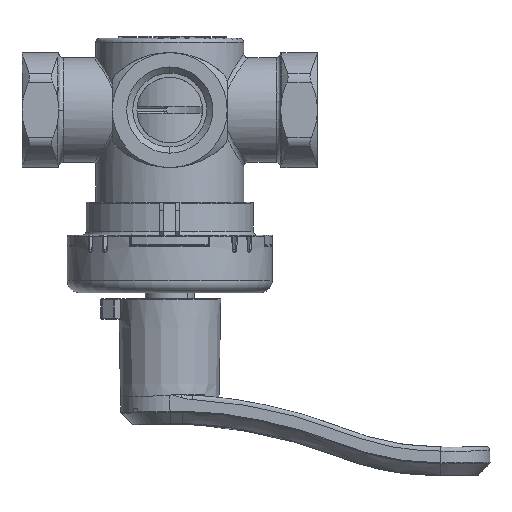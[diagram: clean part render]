
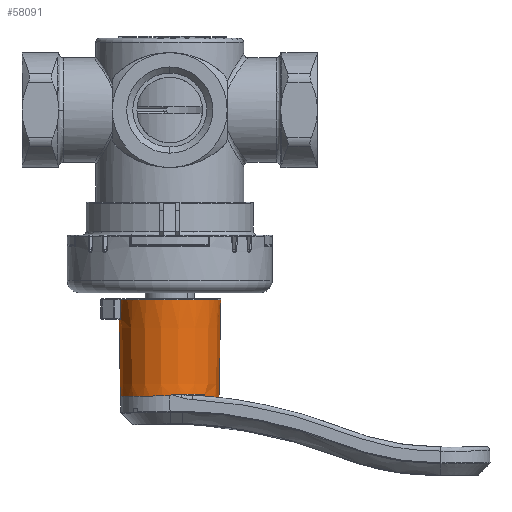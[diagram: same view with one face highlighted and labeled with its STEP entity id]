
A CAD part, front view. The second image highlights one B-rep face of the part: STEP entity #58091.
In plain terms, the highlighted conical face has half-angle 1.044 degrees and reference radius 12.176 mm.
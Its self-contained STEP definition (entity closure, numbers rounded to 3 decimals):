
#50192=CARTESIAN_POINT('',(7.439,-0.759,
-11.999));
#50194=CARTESIAN_POINT('',(9.922,-0.805,
-11.647));
#50235=CARTESIAN_POINT('',(7.402,-0.732,
-12.));
#50236=CARTESIAN_POINT('',(7.405,-0.738,
-12.));
#50237=CARTESIAN_POINT('',(7.411,-0.747,
-12.));
#50238=CARTESIAN_POINT('',(7.428,-0.756,
-12.));
#50239=CARTESIAN_POINT('',(7.43,-0.758,
-11.999));
#50240=CARTESIAN_POINT('',(7.435,-0.759,
-11.999));
#50242=CARTESIAN_POINT('',(-5.023,-19.001,
-2.778));
#50243=CARTESIAN_POINT('',(-5.016,-19.001,
-2.806));
#50244=CARTESIAN_POINT('',(-5.004,-19.013,
-2.86));
#50245=CARTESIAN_POINT('',(-4.988,-19.061,
-2.928));
#50246=CARTESIAN_POINT('',(-4.982,-19.108,
-2.957));
#50247=CARTESIAN_POINT('',(-4.98,-19.133,
-2.966));
#50249=DIRECTION('',(-0.018,1.,0.));
#50250=VECTOR('',#50249,27.548);
#50251=CARTESIAN_POINT('',(19.427,-23.798,
0.));
#50252=LINE('',#50251,#50250);
#50253=CARTESIAN_POINT('',(18.925,3.745,
0.));
#50254=CARTESIAN_POINT('',(18.925,3.745,
-1.287));
#50255=CARTESIAN_POINT('',(18.505,3.691,
-3.864));
#50256=CARTESIAN_POINT('',(17.29,3.553,
-6.169));
#50257=CARTESIAN_POINT('',(16.516,3.48,
-7.195));
#50259=CARTESIAN_POINT('',(16.516,3.48,
-7.195));
#50260=CARTESIAN_POINT('',(16.19,2.99,
-7.641));
#50261=CARTESIAN_POINT('',(15.826,2.513,
-8.073));
#50262=CARTESIAN_POINT('',(15.421,2.056,
-8.487));
#50264=CARTESIAN_POINT('',(15.421,2.056,
-8.487));
#50265=CARTESIAN_POINT('',(15.429,1.758,
-8.487));
#50266=CARTESIAN_POINT('',(15.444,1.162,
-8.487));
#50267=CARTESIAN_POINT('',(15.467,0.269,
-8.488));
#50268=CARTESIAN_POINT('',(15.482,-0.326,-8.488));
#50269=CARTESIAN_POINT('',(15.489,-0.624,
-8.488));
#50271=CARTESIAN_POINT('',(15.489,-0.624,
-8.488));
#50272=CARTESIAN_POINT('',(14.728,-0.682,
-9.251));
#50273=CARTESIAN_POINT('',(12.997,-0.792,
-10.572));
#50274=CARTESIAN_POINT('',(10.97,-0.825,
-11.385));
#50275=CARTESIAN_POINT('',(9.922,-0.805,
-11.647));
#50277=CARTESIAN_POINT('',(9.922,-0.805,
-11.647));
#50278=CARTESIAN_POINT('',(9.651,-0.8,
-11.715));
#50279=CARTESIAN_POINT('',(9.104,-0.79,
-11.832));
#50280=CARTESIAN_POINT('',(8.277,-0.775,
-11.949));
#50281=CARTESIAN_POINT('',(7.714,-0.764,
-11.989));
#50282=CARTESIAN_POINT('',(7.435,-0.759,
-11.999));
#50284=CARTESIAN_POINT('',(7.402,-0.732,
-12.));
#50285=CARTESIAN_POINT('',(7.371,-0.676,
-12.));
#50286=CARTESIAN_POINT('',(7.31,-0.577,
-12.));
#50287=CARTESIAN_POINT('',(7.22,-0.467,
-12.));
#50288=CARTESIAN_POINT('',(7.119,-0.387,
-12.));
#50289=CARTESIAN_POINT('',(7.042,-0.364,-12.));
#50290=CARTESIAN_POINT('',(7.002,-0.363,-12.));
#50292=CARTESIAN_POINT('',(7.002,-0.363,-12.));
#50293=CARTESIAN_POINT('',(6.323,-0.357,-12.));
#50294=CARTESIAN_POINT('',(4.967,-0.345,
-11.885));
#50295=CARTESIAN_POINT('',(2.99,-0.327,
-11.37));
#50296=CARTESIAN_POINT('',(1.128,-0.31,
-10.53));
#50297=CARTESIAN_POINT('',(-0.566,-0.294,
-9.387));
#50298=CARTESIAN_POINT('',(-1.55,-0.285,
-8.446));
#50299=CARTESIAN_POINT('',(-1.998,-0.281,
-7.937));
#50301=CARTESIAN_POINT('',(7.,-0.445,0.));
#50302=DIRECTION('',(0.018,1.,0.));
#50303=DIRECTION('',(-0.75,0.014,-0.661));
#50304=AXIS2_PLACEMENT_3D('',#50301,#50302,#50303);
#50319=CARTESIAN_POINT('',(7.,-19.001,0.));
#50320=DIRECTION('',(0.,1.,0.));
#50321=DIRECTION('',(-0.974,0.,-0.225));
#50322=AXIS2_PLACEMENT_3D('',#50319,#50320,#50321);
#50377=CARTESIAN_POINT('',(7.,-23.798,0.));
#50378=DIRECTION('',(0.,1.,0.));
#50379=DIRECTION('',(1.,0.,0.));
#50380=AXIS2_PLACEMENT_3D('',#50377,#50378,#50379);
#50436=CARTESIAN_POINT('',(-5.066,-23.799,
-2.978));
#50437=CARTESIAN_POINT('',(-5.056,-23.267,
-2.977));
#50438=CARTESIAN_POINT('',(-5.036,-22.212,
-2.974));
#50439=CARTESIAN_POINT('',(-5.008,-20.658,
-2.97));
#50440=CARTESIAN_POINT('',(-4.989,-19.638,
-2.967));
#50441=CARTESIAN_POINT('',(-4.98,-19.133,
-2.966));
#51868=DIRECTION('',(0.018,1.,0.));
#51869=VECTOR('',#51868,18.778);
#51870=CARTESIAN_POINT('',(-5.34,-19.001,0.));
#51871=LINE('',#51870,#51869);
#55597=CARTESIAN_POINT('',(-4.998,-0.227,0.));
#55598=VERTEX_POINT('',#55597);
#55599=CARTESIAN_POINT('',(-1.998,-0.281,
-7.937));
#55600=VERTEX_POINT('',#55599);
#55601=VERTEX_POINT('',#50292);
#55636=VERTEX_POINT('',#50284);
#55644=VERTEX_POINT('',#50194);
#55645=VERTEX_POINT('',#50271);
#55646=VERTEX_POINT('',#50192);
#55647=CARTESIAN_POINT('',(-5.023,-19.001,
-2.778));
#55648=CARTESIAN_POINT('',(-5.34,-19.001,0.));
#55649=VERTEX_POINT('',#55647);
#55650=VERTEX_POINT('',#55648);
#55651=VERTEX_POINT('',#50247);
#55652=VERTEX_POINT('',#50436);
#55653=CARTESIAN_POINT('',(19.427,-23.798,
0.));
#55654=VERTEX_POINT('',#55653);
#55655=CARTESIAN_POINT('',(18.925,3.745,
0.));
#55656=VERTEX_POINT('',#55655);
#55657=VERTEX_POINT('',#50257);
#55658=VERTEX_POINT('',#50262);
#58060=CARTESIAN_POINT('',(7.,-10.026,0.));
#58061=DIRECTION('',(0.,-1.,0.));
#58062=DIRECTION('',(-1.,0.,0.));
#58063=AXIS2_PLACEMENT_3D('',#58060,#58061,#58062);
#58064=CONICAL_SURFACE('',#58063,12.176,1.044);
#58066=ORIENTED_EDGE('',*,*,#58065,.F.);
#58068=ORIENTED_EDGE('',*,*,#58067,.T.);
#58070=ORIENTED_EDGE('',*,*,#58069,.F.);
#58072=ORIENTED_EDGE('',*,*,#58071,.F.);
#58074=ORIENTED_EDGE('',*,*,#58073,.T.);
#58076=ORIENTED_EDGE('',*,*,#58075,.T.);
#58078=ORIENTED_EDGE('',*,*,#58077,.T.);
#58080=ORIENTED_EDGE('',*,*,#58079,.T.);
#58081=ORIENTED_EDGE('',*,*,#57846,.T.);
#58082=ORIENTED_EDGE('',*,*,#57893,.T.);
#58083=ORIENTED_EDGE('',*,*,#58055,.F.);
#58084=ORIENTED_EDGE('',*,*,#57116,.T.);
#58085=ORIENTED_EDGE('',*,*,#56997,.T.);
#58086=ORIENTED_EDGE('',*,*,#56995,.T.);
#58088=ORIENTED_EDGE('',*,*,#58087,.F.);
#58089=EDGE_LOOP('',(#58066,#58068,#58070,#58072,#58074,#58076,#58078,#58080,
#58081,#58082,#58083,#58084,#58085,#58086,#58088));
#58090=FACE_OUTER_BOUND('',#58089,.F.);
#58091=ADVANCED_FACE('',(#58090),#58064,.T.);
#50241=B_SPLINE_CURVE_WITH_KNOTS('',3,(#50235,#50236,#50237,#50238,#50239,
#50240),.UNSPECIFIED.,.F.,.F.,(4,1,1,4),(0.,0.333,
0.667,1.),.UNSPECIFIED.);
#50248=B_SPLINE_CURVE_WITH_KNOTS('',3,(#50242,#50243,#50244,#50245,#50246,
#50247),.UNSPECIFIED.,.F.,.F.,(4,1,1,4),(0.,0.333,
0.667,1.),.UNSPECIFIED.);
#50258=B_SPLINE_CURVE_WITH_KNOTS('',3,(#50253,#50254,#50255,#50256,#50257),
.UNSPECIFIED.,.F.,.F.,(4,1,4),(0.,0.5,1.),.UNSPECIFIED.);
#50263=B_SPLINE_CURVE_WITH_KNOTS('',3,(#50259,#50260,#50261,#50262),
.UNSPECIFIED.,.F.,.F.,(4,4),(0.,1.),.UNSPECIFIED.);
#50270=B_SPLINE_CURVE_WITH_KNOTS('',3,(#50264,#50265,#50266,#50267,#50268,
#50269),.UNSPECIFIED.,.F.,.F.,(4,1,1,4),(0.,0.333,
0.667,1.),.UNSPECIFIED.);
#50276=B_SPLINE_CURVE_WITH_KNOTS('',3,(#50271,#50272,#50273,#50274,#50275),
.UNSPECIFIED.,.F.,.F.,(4,1,4),(0.,0.5,1.),.UNSPECIFIED.);
#50283=B_SPLINE_CURVE_WITH_KNOTS('',3,(#50277,#50278,#50279,#50280,#50281,
#50282),.UNSPECIFIED.,.F.,.F.,(4,1,1,4),(0.,0.333,
0.667,1.),.UNSPECIFIED.);
#50291=B_SPLINE_CURVE_WITH_KNOTS('',3,(#50284,#50285,#50286,#50287,#50288,
#50289,#50290),.UNSPECIFIED.,.F.,.F.,(4,1,1,1,4),(0.,0.25,0.5,0.75,
1.),.UNSPECIFIED.);
#50300=B_SPLINE_CURVE_WITH_KNOTS('',3,(#50292,#50293,#50294,#50295,#50296,
#50297,#50298,#50299),.UNSPECIFIED.,.F.,.F.,(4,1,1,1,1,4),(0.,0.2,0.4,
0.6,0.8,1.),.UNSPECIFIED.);
#50305=CIRCLE('',#50304,12.);
#50323=CIRCLE('',#50322,12.34);
#50381=CIRCLE('',#50380,12.427);
#50442=B_SPLINE_CURVE_WITH_KNOTS('',3,(#50436,#50437,#50438,#50439,#50440,
#50441),.UNSPECIFIED.,.F.,.F.,(4,1,1,4),(0.,0.333,
0.667,1.),.UNSPECIFIED.);
#56995=EDGE_CURVE('',#55600,#55598,#50305,.T.);
#56997=EDGE_CURVE('',#55601,#55600,#50300,.T.);
#57116=EDGE_CURVE('',#55636,#55601,#50291,.T.);
#57846=EDGE_CURVE('',#55645,#55644,#50276,.T.);
#57893=EDGE_CURVE('',#55644,#55646,#50283,.T.);
#58055=EDGE_CURVE('',#55636,#55646,#50241,.T.);
#58065=EDGE_CURVE('',#55649,#55650,#50323,.T.);
#58067=EDGE_CURVE('',#55649,#55651,#50248,.T.);
#58069=EDGE_CURVE('',#55652,#55651,#50442,.T.);
#58071=EDGE_CURVE('',#55654,#55652,#50381,.T.);
#58073=EDGE_CURVE('',#55654,#55656,#50252,.T.);
#58075=EDGE_CURVE('',#55656,#55657,#50258,.T.);
#58077=EDGE_CURVE('',#55657,#55658,#50263,.T.);
#58079=EDGE_CURVE('',#55658,#55645,#50270,.T.);
#58087=EDGE_CURVE('',#55650,#55598,#51871,.T.);
